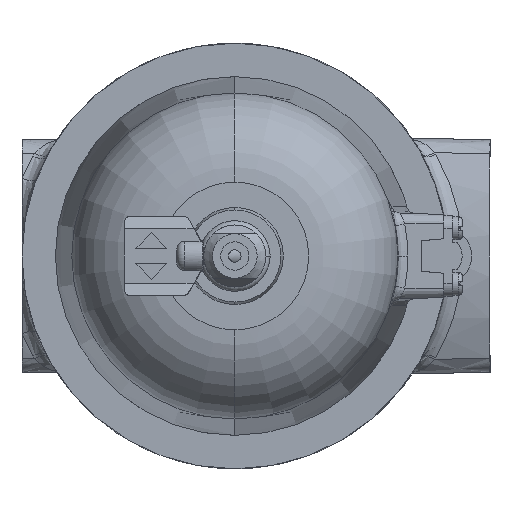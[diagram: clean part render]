
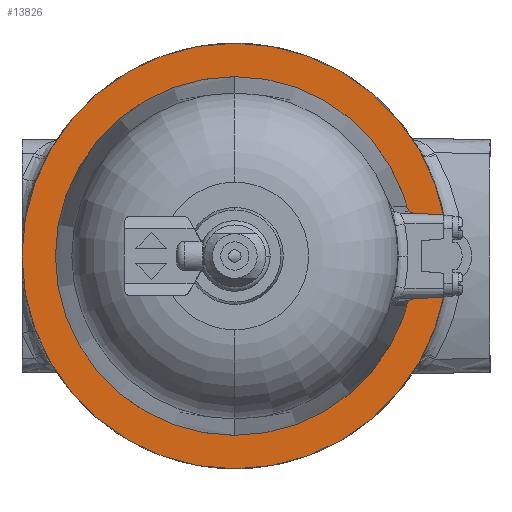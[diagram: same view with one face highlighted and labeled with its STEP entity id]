
A CAD part, front view. The second image highlights one B-rep face of the part: STEP entity #13826.
In plain terms, the highlighted planar face has unit normal (0, -1, 0).
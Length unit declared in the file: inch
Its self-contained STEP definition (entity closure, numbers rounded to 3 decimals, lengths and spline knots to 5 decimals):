
#300 = CIRCLE ( 'NONE', #1242, 2.16 ) ;
#804 = EDGE_LOOP ( 'NONE', ( #845, #12884 ) ) ;
#826 = PLANE ( 'NONE',  #7491 ) ;
#845 = ORIENTED_EDGE ( 'NONE', *, *, #11159, .F. ) ;
#922 = DIRECTION ( 'NONE',  ( 1., 0., 0. ) ) ;
#1242 = AXIS2_PLACEMENT_3D ( 'NONE', #11242, #7075, #9016 ) ;
#1270 = CARTESIAN_POINT ( 'NONE',  ( 2.16, -2.465, 0. ) ) ;
#1344 = AXIS2_PLACEMENT_3D ( 'NONE', #4302, #4233, #8628 ) ;
#1562 = CARTESIAN_POINT ( 'NONE',  ( -2.16, -2.465, 0. ) ) ;
#1577 = CARTESIAN_POINT ( 'NONE',  ( 1.82087, -2.465, 0. ) ) ;
#1770 = CARTESIAN_POINT ( 'NONE',  ( 0., -2.465, 0. ) ) ;
#2147 = VERTEX_POINT ( 'NONE', #1577 ) ;
#2303 = EDGE_CURVE ( 'NONE', #6660, #6542, #7556, .T. ) ;
#3658 = VERTEX_POINT ( 'NONE', #13335 ) ;
#4233 = DIRECTION ( 'NONE',  ( 0., -1., 0. ) ) ;
#4302 = CARTESIAN_POINT ( 'NONE',  ( 0., -2.465, 0. ) ) ;
#6004 = DIRECTION ( 'NONE',  ( 1., 0., 0. ) ) ;
#6072 = CIRCLE ( 'NONE', #10433, 1.82087 ) ;
#6542 = VERTEX_POINT ( 'NONE', #1270 ) ;
#6660 = VERTEX_POINT ( 'NONE', #1562 ) ;
#6959 = EDGE_CURVE ( 'NONE', #6542, #6660, #300, .T. ) ;
#6996 = EDGE_CURVE ( 'NONE', #3658, #2147, #6072, .T. ) ;
#7075 = DIRECTION ( 'NONE',  ( 0., -1., 0. ) ) ;
#7375 = FACE_BOUND ( 'NONE', #804, .T. ) ;
#7491 = AXIS2_PLACEMENT_3D ( 'NONE', #1770, #9670, #8529 ) ;
#7556 = CIRCLE ( 'NONE', #1344, 2.16 ) ;
#7586 = ORIENTED_EDGE ( 'NONE', *, *, #2303, .T. ) ;
#7671 = ORIENTED_EDGE ( 'NONE', *, *, #6959, .T. ) ;
#7681 = CARTESIAN_POINT ( 'NONE',  ( 0., -2.465, 0. ) ) ;
#8529 = DIRECTION ( 'NONE',  ( -1., 0., 0. ) ) ;
#8542 = EDGE_LOOP ( 'NONE', ( #7671, #7586 ) ) ;
#8628 = DIRECTION ( 'NONE',  ( 1., 0., 0. ) ) ;
#9016 = DIRECTION ( 'NONE',  ( 1., 0., 0. ) ) ;
#9670 = DIRECTION ( 'NONE',  ( 0., 1., 0. ) ) ;
#10092 = CARTESIAN_POINT ( 'NONE',  ( 0., -2.465, 0. ) ) ;
#10433 = AXIS2_PLACEMENT_3D ( 'NONE', #10092, #12462, #6004 ) ;
#11159 = EDGE_CURVE ( 'NONE', #2147, #3658, #13675, .T. ) ;
#11242 = CARTESIAN_POINT ( 'NONE',  ( 0., -2.465, 0. ) ) ;
#11762 = FACE_OUTER_BOUND ( 'NONE', #8542, .T. ) ;
#12462 = DIRECTION ( 'NONE',  ( 0., -1., 0. ) ) ;
#12884 = ORIENTED_EDGE ( 'NONE', *, *, #6996, .F. ) ;
#13335 = CARTESIAN_POINT ( 'NONE',  ( -1.82087, -2.465, 0. ) ) ;
#13675 = CIRCLE ( 'NONE', #14152, 1.82087 ) ;
#13826 = ADVANCED_FACE ( 'NONE', ( #7375, #11762 ), #826, .F. ) ;
#14152 = AXIS2_PLACEMENT_3D ( 'NONE', #7681, #14222, #922 ) ;
#14222 = DIRECTION ( 'NONE',  ( 0., -1., 0. ) ) ;
